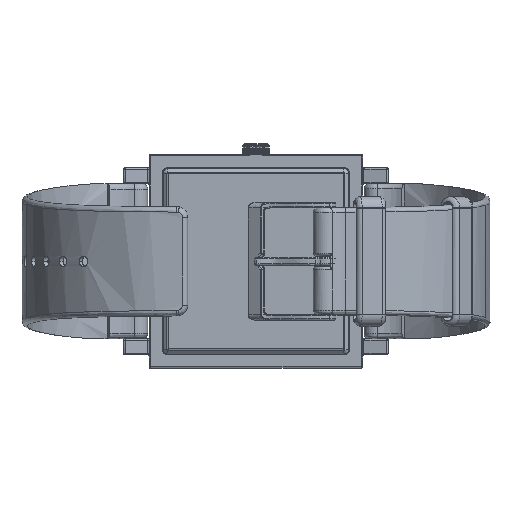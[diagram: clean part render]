
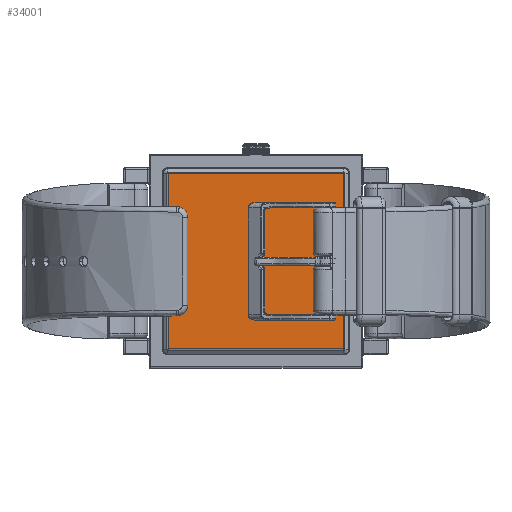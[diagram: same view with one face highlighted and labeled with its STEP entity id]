
A CAD part, front view. The second image highlights one B-rep face of the part: STEP entity #34001.
In plain terms, the highlighted free-form (B-spline) face has degree [1, 1] with [2, 2] control points.
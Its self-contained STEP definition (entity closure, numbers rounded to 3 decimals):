
#34001 = ADVANCED_FACE('',(#34002),#34032,.T.);
#34002 = FACE_BOUND('',#34003,.T.);
#34003 = EDGE_LOOP('',(#34004,#34013,#34020,#34027));
#34004 = ORIENTED_EDGE('',*,*,#34005,.T.);
#34005 = EDGE_CURVE('',#34006,#34008,#34010,.T.);
#34006 = VERTEX_POINT('',#34007);
#34007 = CARTESIAN_POINT('',(21.37,-13.673,
    18.031));
#34008 = VERTEX_POINT('',#34009);
#34009 = CARTESIAN_POINT('',(-9.011,-13.673,
    18.031));
#34010 = B_SPLINE_CURVE_WITH_KNOTS('',1,(#34011,#34012),.UNSPECIFIED.,
  .F.,.F.,(2,2),(-32.901,-0.099),
  .PIECEWISE_BEZIER_KNOTS.);
#34011 = CARTESIAN_POINT('',(21.37,-13.673,
    18.031));
#34012 = CARTESIAN_POINT('',(-9.011,-13.673,
    18.031));
#34013 = ORIENTED_EDGE('',*,*,#34014,.T.);
#34014 = EDGE_CURVE('',#34008,#34015,#34017,.T.);
#34015 = VERTEX_POINT('',#34016);
#34016 = CARTESIAN_POINT('',(-9.011,-13.673,
    -12.351));
#34017 = B_SPLINE_CURVE_WITH_KNOTS('',1,(#34018,#34019),.UNSPECIFIED.,
  .F.,.F.,(2,2),(-32.901,-0.099),
  .PIECEWISE_BEZIER_KNOTS.);
#34018 = CARTESIAN_POINT('',(-9.011,-13.673,
    18.031));
#34019 = CARTESIAN_POINT('',(-9.011,-13.673,
    -12.351));
#34020 = ORIENTED_EDGE('',*,*,#34021,.T.);
#34021 = EDGE_CURVE('',#34015,#34022,#34024,.T.);
#34022 = VERTEX_POINT('',#34023);
#34023 = CARTESIAN_POINT('',(21.37,-13.673,
    -12.351));
#34024 = B_SPLINE_CURVE_WITH_KNOTS('',1,(#34025,#34026),.UNSPECIFIED.,
  .F.,.F.,(2,2),(0.099,32.901),
  .PIECEWISE_BEZIER_KNOTS.);
#34025 = CARTESIAN_POINT('',(-9.011,-13.673,
    -12.351));
#34026 = CARTESIAN_POINT('',(21.37,-13.673,
    -12.351));
#34027 = ORIENTED_EDGE('',*,*,#34028,.T.);
#34028 = EDGE_CURVE('',#34022,#34006,#34029,.T.);
#34029 = B_SPLINE_CURVE_WITH_KNOTS('',1,(#34030,#34031),.UNSPECIFIED.,
  .F.,.F.,(2,2),(0.099,32.901),
  .PIECEWISE_BEZIER_KNOTS.);
#34030 = CARTESIAN_POINT('',(21.37,-13.673,
    -12.351));
#34031 = CARTESIAN_POINT('',(21.37,-13.673,
    18.031));
#34032 = B_SPLINE_SURFACE_WITH_KNOTS('',1,1,(
    (#34033,#34034)
    ,(#34035,#34036
    )),.UNSPECIFIED.,.F.,.F.,.F.,(2,2),(2,2),(-32.901,
    -0.099),(0.099,32.901),
  .PIECEWISE_BEZIER_KNOTS.);
#34033 = CARTESIAN_POINT('',(-9.011,-13.673,
    18.031));
#34034 = CARTESIAN_POINT('',(21.37,-13.673,
    18.031));
#34035 = CARTESIAN_POINT('',(-9.011,-13.673,
    -12.351));
#34036 = CARTESIAN_POINT('',(21.37,-13.673,
    -12.351));
